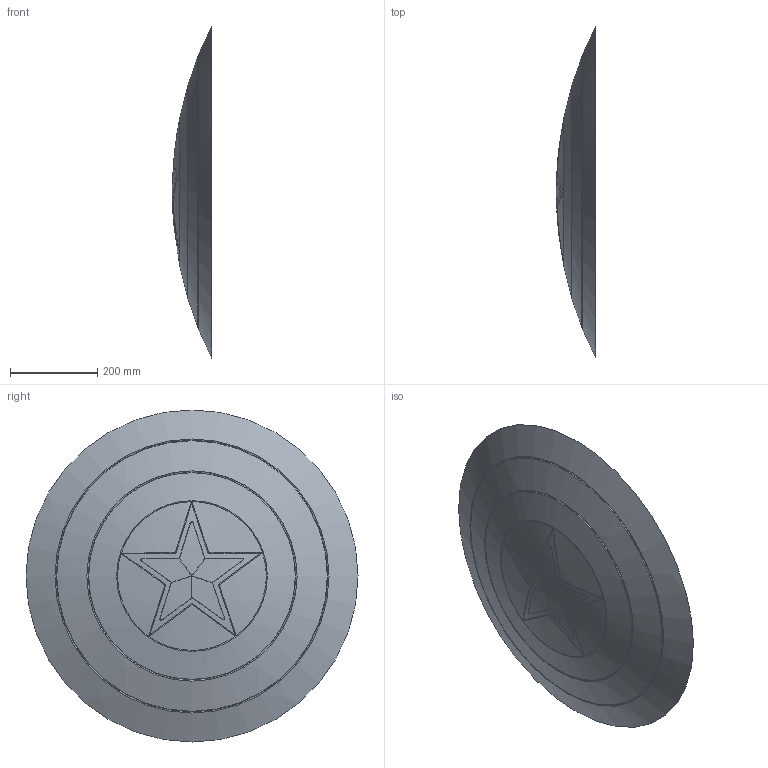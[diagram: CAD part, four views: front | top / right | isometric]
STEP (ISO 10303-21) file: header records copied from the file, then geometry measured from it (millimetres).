
FILE_DESCRIPTION(/* description */ (''),/* implementation_level */ '2;1');
FILE_NAME(/* name */ 'Captain America Shield v1.step',/* time_stamp */ '2022-06-04T10:57:57+05:30',/* author */ (''),/* organization */ (''),/* preprocessor_version */ 'ST-DEVELOPER v19',/* originating_system */ 'Autodesk Translation Framework v11.7.0.108',/* authorisation */ '');
FILE_SCHEMA (('AUTOMOTIVE_DESIGN { 1 0 10303 214 3 1 1 }'));
Length unit declared in the file: millimetre
Products named in the file (1): Captain America Shield
Bounding box: 90 x 760 x 760 mm (x, y, z)
Volume: 3198994.5 mm3; surface area: 972366.7 mm2
Topology: 1 solids, 1 shells, 94 faces, 234 edges, 148 vertices
Faces by surface type: plane 40, torus 30, sphere 11, cylinder 8, bspline 5
Full cylindrical faces by diameter (mm): 340 x1, 476 x1, 622 x1
Entity records: 3485 total; most frequent: CARTESIAN_POINT 1175, DIRECTION 503, ORIENTED_EDGE 468, AXIS2_PLACEMENT_3D 237, EDGE_CURVE 234, VERTEX_POINT 148, CIRCLE 147, EDGE_LOOP 100
